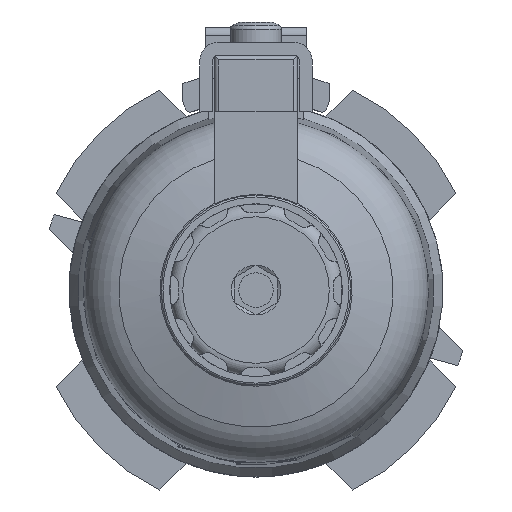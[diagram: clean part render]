
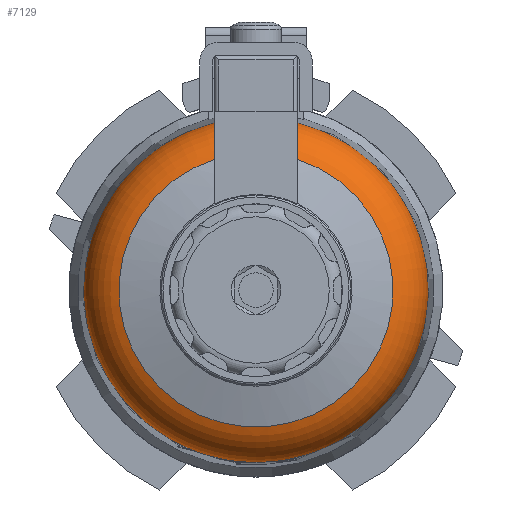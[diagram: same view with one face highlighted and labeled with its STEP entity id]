
A CAD part, front view. The second image highlights one B-rep face of the part: STEP entity #7129.
In plain terms, the highlighted toroidal (fillet/blend) face has major radius 13.996 mm and minor radius 6 mm.
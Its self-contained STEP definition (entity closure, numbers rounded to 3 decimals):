
#1098=TOROIDAL_SURFACE('',#7508,13.996,6.);
#1153=B_SPLINE_CURVE_WITH_KNOTS('',3,(#10102,#10103,#10104,#10105,#10106),
 .UNSPECIFIED.,.F.,.F.,(4,1,4),(0.02,0.024,0.028),
 .UNSPECIFIED.);
#1154=B_SPLINE_CURVE_WITH_KNOTS('',3,(#10110,#10111,#10112,#10113,#10114),
 .UNSPECIFIED.,.F.,.F.,(4,1,4),(0.011,0.015,0.019),
 .UNSPECIFIED.);
#1436=ORIENTED_EDGE('',*,*,#3216,.T.);
#1437=ORIENTED_EDGE('',*,*,#3236,.T.);
#1438=ORIENTED_EDGE('',*,*,#3237,.F.);
#1439=ORIENTED_EDGE('',*,*,#3238,.T.);
#3216=EDGE_CURVE('',#4116,#4117,#4729,.T.);
#3236=EDGE_CURVE('',#4117,#4136,#1153,.T.);
#3237=EDGE_CURVE('',#4137,#4136,#4733,.T.);
#3238=EDGE_CURVE('',#4137,#4116,#1154,.T.);
#4116=VERTEX_POINT('',#9996);
#4117=VERTEX_POINT('',#9997);
#4136=VERTEX_POINT('',#10107);
#4137=VERTEX_POINT('',#10109);
#4729=CIRCLE('',#7504,19.996);
#4733=CIRCLE('',#7509,15.904);
#5050=EDGE_LOOP('',(#1436,#1437,#1438,#1439));
#5459=FACE_BOUND('',#5050,.T.);
#7129=ADVANCED_FACE('',(#5459),#1098,.T.);
#7504=AXIS2_PLACEMENT_3D('',#9995,#8193,#8194);
#7508=AXIS2_PLACEMENT_3D('',#10101,#8201,#8202);
#7509=AXIS2_PLACEMENT_3D('',#10108,#8203,#8204);
#8193=DIRECTION('',(0.,-1.,0.));
#8194=DIRECTION('',(0.,0.,-1.));
#8201=DIRECTION('',(0.,-1.,0.));
#8202=DIRECTION('',(0.,0.,-1.));
#8203=DIRECTION('',(0.,-1.,0.));
#8204=DIRECTION('',(0.,0.,-1.));
#9995=CARTESIAN_POINT('',(0.,18.31,0.));
#9996=CARTESIAN_POINT('',(-4.8,18.31,19.411));
#9997=CARTESIAN_POINT('',(4.8,18.31,19.411));
#10101=CARTESIAN_POINT('',(0.,18.355,0.));
#10102=CARTESIAN_POINT('',(4.8,18.31,19.411));
#10103=CARTESIAN_POINT('',(4.8,17.054,19.401));
#10104=CARTESIAN_POINT('',(4.8,14.549,18.536));
#10105=CARTESIAN_POINT('',(4.8,13.049,16.356));
#10106=CARTESIAN_POINT('',(4.8,12.667,15.163));
#10107=CARTESIAN_POINT('',(4.8,12.667,15.163));
#10108=CARTESIAN_POINT('',(0.,12.667,0.));
#10109=CARTESIAN_POINT('',(-4.8,12.667,15.163));
#10110=CARTESIAN_POINT('',(-4.8,12.667,15.163));
#10111=CARTESIAN_POINT('',(-4.8,13.049,16.356));
#10112=CARTESIAN_POINT('',(-4.8,14.551,18.533));
#10113=CARTESIAN_POINT('',(-4.8,17.044,19.401));
#10114=CARTESIAN_POINT('',(-4.8,18.31,19.411));
